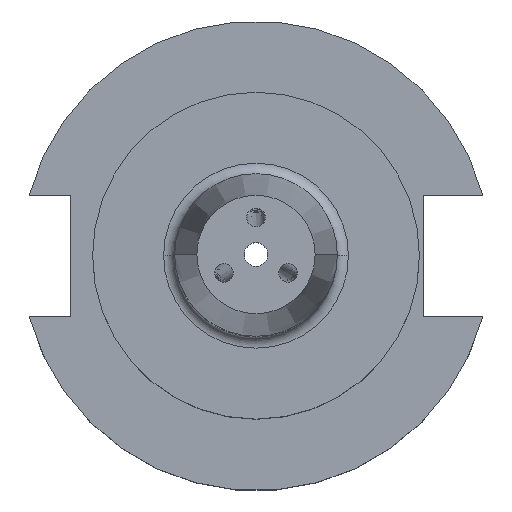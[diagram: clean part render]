
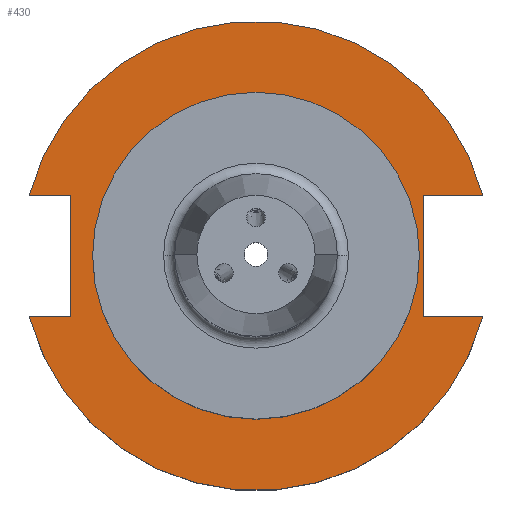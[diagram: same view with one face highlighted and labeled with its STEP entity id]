
A CAD part, top view. The second image highlights one B-rep face of the part: STEP entity #430.
In plain terms, the highlighted planar face has unit normal (0, 0, 1).
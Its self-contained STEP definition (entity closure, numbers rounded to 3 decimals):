
#21 = DIRECTION ( 'NONE',  ( -1., 0., 0. ) ) ;
#36 = AXIS2_PLACEMENT_3D ( 'NONE', #407, #1545, #225 ) ;
#70 = CIRCLE ( 'NONE', #2461, 22.1 ) ;
#137 = DIRECTION ( 'NONE',  ( 0., 0., 1. ) ) ;
#143 = EDGE_CURVE ( 'NONE', #702, #1948, #1400, .T. ) ;
#179 = VECTOR ( 'NONE', #2023, 1000. ) ;
#205 = CARTESIAN_POINT ( 'NONE',  ( -25.091, 8.191, 19.05 ) ) ;
#225 = DIRECTION ( 'NONE',  ( 1., 0., 0. ) ) ;
#360 = ORIENTED_EDGE ( 'NONE', *, *, #2242, .T. ) ;
#373 = ORIENTED_EDGE ( 'NONE', *, *, #143, .T. ) ;
#381 = CARTESIAN_POINT ( 'NONE',  ( 30.675, -8.191, 19.05 ) ) ;
#407 = CARTESIAN_POINT ( 'NONE',  ( 0., 0., 19.05 ) ) ;
#425 = FACE_BOUND ( 'NONE', #579, .T. ) ;
#430 = ADVANCED_FACE ( 'NONE', ( #425, #1427 ), #1369, .F. ) ;
#450 = CARTESIAN_POINT ( 'NONE',  ( 22.606, -8.191, 19.05 ) ) ;
#579 = EDGE_LOOP ( 'NONE', ( #713, #700 ) ) ;
#625 = CARTESIAN_POINT ( 'NONE',  ( 0., 22.1, 19.05 ) ) ;
#641 = ORIENTED_EDGE ( 'NONE', *, *, #1714, .F. ) ;
#699 = CARTESIAN_POINT ( 'NONE',  ( -30.675, -8.191, 19.05 ) ) ;
#700 = ORIENTED_EDGE ( 'NONE', *, *, #793, .F. ) ;
#702 = VERTEX_POINT ( 'NONE', #2474 ) ;
#713 = ORIENTED_EDGE ( 'NONE', *, *, #1762, .F. ) ;
#768 = DIRECTION ( 'NONE',  ( 0., 0., 1. ) ) ;
#793 = EDGE_CURVE ( 'NONE', #1867, #1376, #1277, .T. ) ;
#843 = VERTEX_POINT ( 'NONE', #381 ) ;
#848 = DIRECTION ( 'NONE',  ( 1., 0., 0. ) ) ;
#849 = DIRECTION ( 'NONE',  ( 0., -1., 0. ) ) ;
#854 = EDGE_CURVE ( 'NONE', #1987, #702, #893, .T. ) ;
#893 = CIRCLE ( 'NONE', #1300, 31.75 ) ;
#898 = VECTOR ( 'NONE', #848, 1000. ) ;
#991 = EDGE_CURVE ( 'NONE', #2417, #1873, #1424, .T. ) ;
#1027 = CARTESIAN_POINT ( 'NONE',  ( -61.091, 8.191, 19.05 ) ) ;
#1047 = DIRECTION ( 'NONE',  ( 0., 0., 1. ) ) ;
#1066 = EDGE_CURVE ( 'NONE', #2143, #2358, #1761, .T. ) ;
#1099 = CARTESIAN_POINT ( 'NONE',  ( -25.091, -8.191, 19.05 ) ) ;
#1166 = ORIENTED_EDGE ( 'NONE', *, *, #991, .F. ) ;
#1167 = ORIENTED_EDGE ( 'NONE', *, *, #854, .T. ) ;
#1208 = CARTESIAN_POINT ( 'NONE',  ( -61.091, -8.191, 19.05 ) ) ;
#1239 = VECTOR ( 'NONE', #2057, 1000. ) ;
#1259 = CARTESIAN_POINT ( 'NONE',  ( 0., 0., 19.05 ) ) ;
#1264 = DIRECTION ( 'NONE',  ( 1., 0., 0. ) ) ;
#1277 = CIRCLE ( 'NONE', #36, 22.1 ) ;
#1300 = AXIS2_PLACEMENT_3D ( 'NONE', #2100, #768, #1908 ) ;
#1301 = VECTOR ( 'NONE', #849, 1000. ) ;
#1363 = LINE ( 'NONE', #1415, #1301 ) ;
#1369 = PLANE ( 'NONE',  #1920 ) ;
#1376 = VERTEX_POINT ( 'NONE', #2098 ) ;
#1400 = LINE ( 'NONE', #1027, #898 ) ;
#1409 = DIRECTION ( 'NONE',  ( 1., 0., 0. ) ) ;
#1415 = CARTESIAN_POINT ( 'NONE',  ( -25.091, 8.191, 19.05 ) ) ;
#1424 = LINE ( 'NONE', #1208, #1886 ) ;
#1427 = FACE_OUTER_BOUND ( 'NONE', #2440, .T. ) ;
#1453 = DIRECTION ( 'NONE',  ( 1., 0., 0. ) ) ;
#1509 = VECTOR ( 'NONE', #1264, 1000. ) ;
#1545 = DIRECTION ( 'NONE',  ( 0., 0., 1. ) ) ;
#1650 = ORIENTED_EDGE ( 'NONE', *, *, #2427, .F. ) ;
#1679 = ORIENTED_EDGE ( 'NONE', *, *, #2207, .T. ) ;
#1684 = CARTESIAN_POINT ( 'NONE',  ( 22.606, 8.191, 19.05 ) ) ;
#1698 = LINE ( 'NONE', #1817, #179 ) ;
#1714 = EDGE_CURVE ( 'NONE', #1987, #2358, #1698, .T. ) ;
#1761 = LINE ( 'NONE', #1970, #1239 ) ;
#1762 = EDGE_CURVE ( 'NONE', #1376, #1867, #70, .T. ) ;
#1817 = CARTESIAN_POINT ( 'NONE',  ( 0., 8.191, 19.05 ) ) ;
#1867 = VERTEX_POINT ( 'NONE', #2269 ) ;
#1873 = VERTEX_POINT ( 'NONE', #1099 ) ;
#1886 = VECTOR ( 'NONE', #1409, 1000. ) ;
#1908 = DIRECTION ( 'NONE',  ( 1., 0., 0. ) ) ;
#1920 = AXIS2_PLACEMENT_3D ( 'NONE', #625, #2116, #21 ) ;
#1948 = VERTEX_POINT ( 'NONE', #205 ) ;
#1970 = CARTESIAN_POINT ( 'NONE',  ( 22.606, 22.1, 19.05 ) ) ;
#1987 = VERTEX_POINT ( 'NONE', #2128 ) ;
#2023 = DIRECTION ( 'NONE',  ( -1., 0., 0. ) ) ;
#2057 = DIRECTION ( 'NONE',  ( 0., 1., 0. ) ) ;
#2098 = CARTESIAN_POINT ( 'NONE',  ( 22.1, 0., 19.05 ) ) ;
#2100 = CARTESIAN_POINT ( 'NONE',  ( 0., 0., 19.05 ) ) ;
#2104 = ORIENTED_EDGE ( 'NONE', *, *, #1066, .T. ) ;
#2116 = DIRECTION ( 'NONE',  ( 0., 0., -1. ) ) ;
#2128 = CARTESIAN_POINT ( 'NONE',  ( 30.675, 8.191, 19.05 ) ) ;
#2143 = VERTEX_POINT ( 'NONE', #450 ) ;
#2207 = EDGE_CURVE ( 'NONE', #1948, #1873, #1363, .T. ) ;
#2211 = CARTESIAN_POINT ( 'NONE',  ( 0., 0., 19.05 ) ) ;
#2241 = CARTESIAN_POINT ( 'NONE',  ( 0., -8.191, 19.05 ) ) ;
#2242 = EDGE_CURVE ( 'NONE', #2417, #843, #2348, .T. ) ;
#2269 = CARTESIAN_POINT ( 'NONE',  ( -22.1, 0., 19.05 ) ) ;
#2348 = CIRCLE ( 'NONE', #2367, 31.75 ) ;
#2358 = VERTEX_POINT ( 'NONE', #1684 ) ;
#2367 = AXIS2_PLACEMENT_3D ( 'NONE', #2211, #1047, #2411 ) ;
#2411 = DIRECTION ( 'NONE',  ( 1., 0., 0. ) ) ;
#2417 = VERTEX_POINT ( 'NONE', #699 ) ;
#2427 = EDGE_CURVE ( 'NONE', #2143, #843, #2434, .T. ) ;
#2434 = LINE ( 'NONE', #2241, #1509 ) ;
#2440 = EDGE_LOOP ( 'NONE', ( #1679, #1166, #360, #1650, #2104, #641, #1167, #373 ) ) ;
#2461 = AXIS2_PLACEMENT_3D ( 'NONE', #1259, #137, #1453 ) ;
#2474 = CARTESIAN_POINT ( 'NONE',  ( -30.675, 8.191, 19.05 ) ) ;
